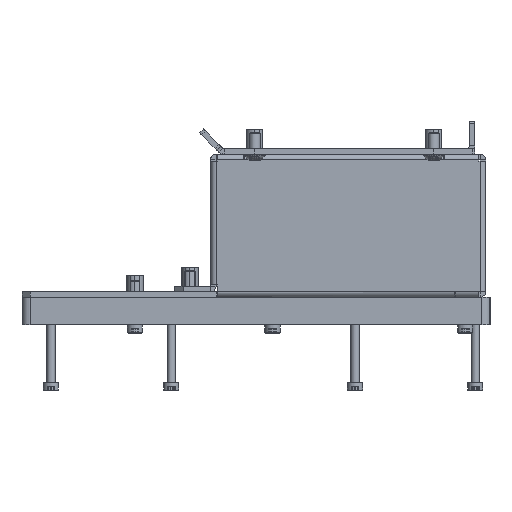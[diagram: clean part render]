
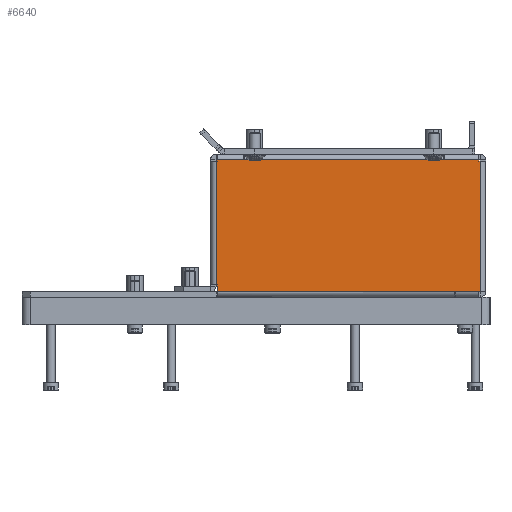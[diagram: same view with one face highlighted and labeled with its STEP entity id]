
A CAD part, left-side view. The second image highlights one B-rep face of the part: STEP entity #6640.
In plain terms, the highlighted planar face has unit normal (-1, 0, 0).
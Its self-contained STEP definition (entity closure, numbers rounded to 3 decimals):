
#1034 = LINE ( 'NONE', #7110, #4701 ) ;
#1099 = VECTOR ( 'NONE', #8312, 1000. ) ;
#1187 = CARTESIAN_POINT ( 'NONE',  ( -229., 97.5, 4.5 ) ) ;
#1229 = CARTESIAN_POINT ( 'NONE',  ( -229., 2.1, 2.1 ) ) ;
#1250 = DIRECTION ( 'NONE',  ( 0., -1., 0. ) ) ;
#1393 = EDGE_LOOP ( 'NONE', ( #11623, #11747, #4403, #10928, #12477, #4021, #10903, #4973, #6599, #9278, #14052 ) ) ;
#1435 = CARTESIAN_POINT ( 'NONE',  ( -229., 97.5, 52. ) ) ;
#2481 = DIRECTION ( 'NONE',  ( 0., 0., 1. ) ) ;
#2708 = CARTESIAN_POINT ( 'NONE',  ( -229., 97.5, 49.5 ) ) ;
#2803 = VERTEX_POINT ( 'NONE', #2708 ) ;
#2925 = LINE ( 'NONE', #1435, #13083 ) ;
#3079 = CARTESIAN_POINT ( 'NONE',  ( -229., 100., 52. ) ) ;
#3321 = CARTESIAN_POINT ( 'NONE',  ( -229., 97.9, 52. ) ) ;
#3786 = CARTESIAN_POINT ( 'NONE',  ( -229., 97.5, 2.1 ) ) ;
#4002 = CARTESIAN_POINT ( 'NONE',  ( -229., 2.1, 52. ) ) ;
#4021 = ORIENTED_EDGE ( 'NONE', *, *, #6158, .F. ) ;
#4110 = VECTOR ( 'NONE', #8652, 1000. ) ;
#4174 = CARTESIAN_POINT ( 'NONE',  ( -229., 97.5, 52. ) ) ;
#4389 = PLANE ( 'NONE',  #4610 ) ;
#4403 = ORIENTED_EDGE ( 'NONE', *, *, #7861, .T. ) ;
#4460 = DIRECTION ( 'NONE',  ( 0., 1., 0. ) ) ;
#4610 = AXIS2_PLACEMENT_3D ( 'NONE', #3079, #10275, #11503 ) ;
#4659 = LINE ( 'NONE', #11554, #1099 ) ;
#4701 = VECTOR ( 'NONE', #10749, 1000. ) ;
#4770 = EDGE_CURVE ( 'NONE', #7329, #12102, #9990, .T. ) ;
#4973 = ORIENTED_EDGE ( 'NONE', *, *, #10162, .F. ) ;
#5277 = VERTEX_POINT ( 'NONE', #10892 ) ;
#5437 = VECTOR ( 'NONE', #11443, 1000. ) ;
#5507 = LINE ( 'NONE', #10179, #14276 ) ;
#5966 = LINE ( 'NONE', #13960, #11524 ) ;
#6128 = CARTESIAN_POINT ( 'NONE',  ( -229., 2.5, 2.1 ) ) ;
#6158 = EDGE_CURVE ( 'NONE', #13992, #14735, #8275, .T. ) ;
#6199 = LINE ( 'NONE', #6128, #8549 ) ;
#6234 = EDGE_CURVE ( 'NONE', #11477, #13872, #6351, .T. ) ;
#6338 = EDGE_CURVE ( 'NONE', #13992, #8450, #7875, .T. ) ;
#6351 = LINE ( 'NONE', #4002, #4110 ) ;
#6552 = CARTESIAN_POINT ( 'NONE',  ( -229., 2.5, 49.5 ) ) ;
#6599 = ORIENTED_EDGE ( 'NONE', *, *, #8740, .T. ) ;
#6640 = ADVANCED_FACE ( 'NONE', ( #13580 ), #4389, .F. ) ;
#7108 = CARTESIAN_POINT ( 'NONE',  ( -229., 2.5, 49.5 ) ) ;
#7110 = CARTESIAN_POINT ( 'NONE',  ( -229., 97.5, 49.5 ) ) ;
#7329 = VERTEX_POINT ( 'NONE', #3786 ) ;
#7861 = EDGE_CURVE ( 'NONE', #12628, #13872, #6199, .T. ) ;
#7875 = LINE ( 'NONE', #14894, #11456 ) ;
#8178 = EDGE_CURVE ( 'NONE', #14735, #11477, #5966, .T. ) ;
#8233 = VECTOR ( 'NONE', #9914, 1000. ) ;
#8275 = LINE ( 'NONE', #7108, #11719 ) ;
#8312 = DIRECTION ( 'NONE',  ( 0., -1., 0. ) ) ;
#8450 = VERTEX_POINT ( 'NONE', #9690 ) ;
#8549 = VECTOR ( 'NONE', #8576, 1000. ) ;
#8576 = DIRECTION ( 'NONE',  ( 0., -1., 0. ) ) ;
#8652 = DIRECTION ( 'NONE',  ( 0., 0., -1. ) ) ;
#8717 = EDGE_CURVE ( 'NONE', #10761, #5277, #10294, .T. ) ;
#8740 = EDGE_CURVE ( 'NONE', #2803, #10761, #1034, .T. ) ;
#9278 = ORIENTED_EDGE ( 'NONE', *, *, #8717, .T. ) ;
#9434 = EDGE_CURVE ( 'NONE', #7329, #12628, #5507, .T. ) ;
#9570 = EDGE_CURVE ( 'NONE', #5277, #12102, #4659, .T. ) ;
#9690 = CARTESIAN_POINT ( 'NONE',  ( -229., 97.5, 49.9 ) ) ;
#9914 = DIRECTION ( 'NONE',  ( 0., 0., 1. ) ) ;
#9990 = LINE ( 'NONE', #4174, #8233 ) ;
#10144 = CARTESIAN_POINT ( 'NONE',  ( -229., 2.5, 49.9 ) ) ;
#10162 = EDGE_CURVE ( 'NONE', #2803, #8450, #2925, .T. ) ;
#10179 = CARTESIAN_POINT ( 'NONE',  ( -229., 97.9, 2.1 ) ) ;
#10275 = DIRECTION ( 'NONE',  ( 1., 0., 0. ) ) ;
#10294 = LINE ( 'NONE', #3321, #5437 ) ;
#10749 = DIRECTION ( 'NONE',  ( 0., 1., 0. ) ) ;
#10761 = VERTEX_POINT ( 'NONE', #12812 ) ;
#10828 = DIRECTION ( 'NONE',  ( 0., 0., -1. ) ) ;
#10892 = CARTESIAN_POINT ( 'NONE',  ( -229., 97.9, 4.5 ) ) ;
#10903 = ORIENTED_EDGE ( 'NONE', *, *, #6338, .T. ) ;
#10928 = ORIENTED_EDGE ( 'NONE', *, *, #6234, .F. ) ;
#11401 = DIRECTION ( 'NONE',  ( 0., -1., 0. ) ) ;
#11443 = DIRECTION ( 'NONE',  ( 0., 0., -1. ) ) ;
#11456 = VECTOR ( 'NONE', #4460, 1000. ) ;
#11477 = VERTEX_POINT ( 'NONE', #12448 ) ;
#11503 = DIRECTION ( 'NONE',  ( 0., 1., 0. ) ) ;
#11524 = VECTOR ( 'NONE', #1250, 1000. ) ;
#11554 = CARTESIAN_POINT ( 'NONE',  ( -229., 100., 4.5 ) ) ;
#11623 = ORIENTED_EDGE ( 'NONE', *, *, #4770, .F. ) ;
#11719 = VECTOR ( 'NONE', #10828, 1000. ) ;
#11747 = ORIENTED_EDGE ( 'NONE', *, *, #9434, .T. ) ;
#12102 = VERTEX_POINT ( 'NONE', #1187 ) ;
#12308 = CARTESIAN_POINT ( 'NONE',  ( -229., 2.5, 2.1 ) ) ;
#12448 = CARTESIAN_POINT ( 'NONE',  ( -229., 2.1, 49.5 ) ) ;
#12477 = ORIENTED_EDGE ( 'NONE', *, *, #8178, .F. ) ;
#12628 = VERTEX_POINT ( 'NONE', #12308 ) ;
#12812 = CARTESIAN_POINT ( 'NONE',  ( -229., 97.9, 49.5 ) ) ;
#13083 = VECTOR ( 'NONE', #2481, 1000. ) ;
#13580 = FACE_OUTER_BOUND ( 'NONE', #1393, .T. ) ;
#13872 = VERTEX_POINT ( 'NONE', #1229 ) ;
#13960 = CARTESIAN_POINT ( 'NONE',  ( -229., 2.5, 49.5 ) ) ;
#13992 = VERTEX_POINT ( 'NONE', #10144 ) ;
#14052 = ORIENTED_EDGE ( 'NONE', *, *, #9570, .T. ) ;
#14276 = VECTOR ( 'NONE', #11401, 1000. ) ;
#14735 = VERTEX_POINT ( 'NONE', #6552 ) ;
#14894 = CARTESIAN_POINT ( 'NONE',  ( -229., 2.5, 49.9 ) ) ;
